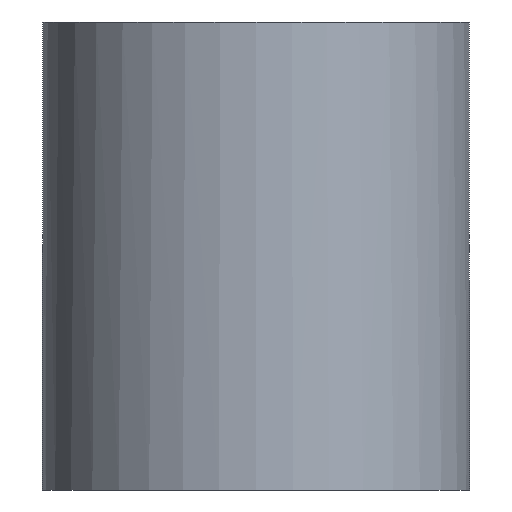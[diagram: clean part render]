
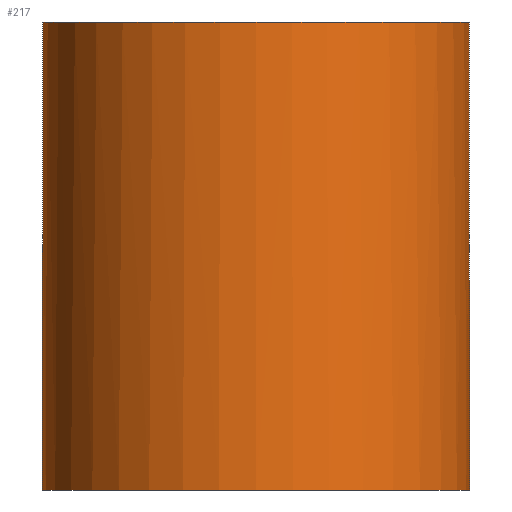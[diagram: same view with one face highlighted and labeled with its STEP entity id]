
A CAD part, left-side view. The second image highlights one B-rep face of the part: STEP entity #217.
In plain terms, the highlighted cylindrical face has radius 5.25 mm (diameter 10.5 mm), a full revolution.
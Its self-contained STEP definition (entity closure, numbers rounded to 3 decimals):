
#22=CYLINDRICAL_SURFACE('',#255,5.25);
#31=LINE('',#376,#44);
#32=LINE('',#379,#45);
#36=LINE('',#386,#49);
#44=VECTOR('',#307,10.);
#45=VECTOR('',#310,10.);
#49=VECTOR('',#318,5.25);
#65=FACE_OUTER_BOUND('',#82,.T.);
#82=EDGE_LOOP('',(#179,#180,#181,#182,#183,#184,#185,#186));
#91=CIRCLE('',#241,5.25);
#94=CIRCLE('',#245,5.25);
#95=CIRCLE('',#246,5.25);
#99=CIRCLE('',#256,5.25);
#105=VERTEX_POINT('',#346);
#109=VERTEX_POINT('',#354);
#110=VERTEX_POINT('',#356);
#111=VERTEX_POINT('',#358);
#116=VERTEX_POINT('',#374);
#117=VERTEX_POINT('',#378);
#123=EDGE_CURVE('',#105,#105,#91,.T.);
#127=EDGE_CURVE('',#109,#110,#94,.T.);
#128=EDGE_CURVE('',#110,#111,#95,.T.);
#137=EDGE_CURVE('',#116,#109,#31,.T.);
#138=EDGE_CURVE('',#117,#111,#32,.T.);
#142=EDGE_CURVE('',#110,#105,#36,.T.);
#143=EDGE_CURVE('',#116,#117,#99,.T.);
#179=ORIENTED_EDGE('',*,*,#138,.T.);
#180=ORIENTED_EDGE('',*,*,#128,.F.);
#181=ORIENTED_EDGE('',*,*,#142,.T.);
#182=ORIENTED_EDGE('',*,*,#123,.T.);
#183=ORIENTED_EDGE('',*,*,#142,.F.);
#184=ORIENTED_EDGE('',*,*,#127,.F.);
#185=ORIENTED_EDGE('',*,*,#137,.F.);
#186=ORIENTED_EDGE('',*,*,#143,.T.);
#217=ADVANCED_FACE('',(#65),#22,.T.);
#241=AXIS2_PLACEMENT_3D('',#347,#277,#278);
#245=AXIS2_PLACEMENT_3D('',#357,#286,#287);
#246=AXIS2_PLACEMENT_3D('',#359,#288,#289);
#255=AXIS2_PLACEMENT_3D('',#385,#316,#317);
#256=AXIS2_PLACEMENT_3D('',#387,#319,#320);
#277=DIRECTION('center_axis',(0.,0.,1.));
#278=DIRECTION('ref_axis',(1.,0.,0.));
#286=DIRECTION('center_axis',(0.,0.,1.));
#287=DIRECTION('ref_axis',(1.,0.,0.));
#288=DIRECTION('center_axis',(0.,0.,1.));
#289=DIRECTION('ref_axis',(1.,0.,0.));
#307=DIRECTION('',(0.,0.,1.));
#310=DIRECTION('',(0.,0.,1.));
#316=DIRECTION('center_axis',(0.,0.,1.));
#317=DIRECTION('ref_axis',(1.,0.,0.));
#318=DIRECTION('',(0.,0.,-1.));
#319=DIRECTION('center_axis',(0.,0.,-1.));
#320=DIRECTION('ref_axis',(1.,0.,0.));
#346=CARTESIAN_POINT('',(-71.75,-33.,2.5));
#347=CARTESIAN_POINT('Origin',(-66.5,-33.,2.5));
#354=CARTESIAN_POINT('',(-65.895,-27.785,14.));
#356=CARTESIAN_POINT('',(-71.75,-33.,14.));
#357=CARTESIAN_POINT('Origin',(-66.5,-33.,14.));
#358=CARTESIAN_POINT('',(-65.914,-38.217,14.));
#359=CARTESIAN_POINT('Origin',(-66.5,-33.,14.));
#374=CARTESIAN_POINT('',(-65.895,-27.785,9.));
#376=CARTESIAN_POINT('',(-65.895,-27.785,6.));
#378=CARTESIAN_POINT('',(-65.914,-38.217,9.));
#379=CARTESIAN_POINT('',(-65.914,-38.217,6.));
#385=CARTESIAN_POINT('Origin',(-66.5,-33.,6.));
#386=CARTESIAN_POINT('',(-71.75,-33.,6.));
#387=CARTESIAN_POINT('Origin',(-66.5,-33.,9.));
